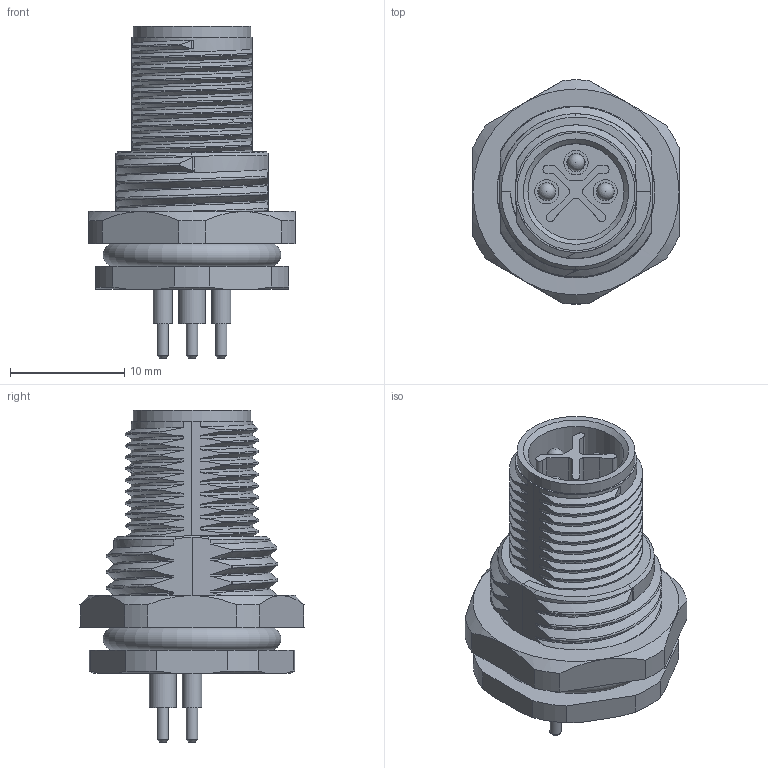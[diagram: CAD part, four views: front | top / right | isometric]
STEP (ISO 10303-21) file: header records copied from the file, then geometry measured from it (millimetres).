
FILE_DESCRIPTION(/* description */ (''),/* implementation_level */ '2;1');
FILE_NAME(/* name */ '3333_1.stp',/* time_stamp */ '2024-03-20T16:43:06+08:00',/* author */ (''),/* organization */ (''),/* preprocessor_version */ 'ST-DEVELOPER v18.1',/* originating_system */ 'SIEMENS PLM Software NX 1980',/* authorisation */ '');
FILE_SCHEMA (('AUTOMOTIVE_DESIGN { 1 0 10303 214 3 1 1 1 }'));
Length unit declared in the file: millimetre
Products named in the file (1): 3333
Bounding box: 18 x 19.57 x 29 mm (x, y, z)
Volume: 3040 mm3; surface area: 2797.9 mm2
Topology: 1 solids, 3 shells, 267 faces, 762 edges, 507 vertices
Faces by surface type: cylinder 97, plane 63, bspline 60, cone 32, torus 11, sphere 4
Full cylindrical faces by diameter (mm): 1 x3, 1.5 x3, 1.6 x3, 1.7 x2, 2.12 x3, 2.35 x1, 8.4 x1, 9.3 x1, 10.3 x1, 13 x2, 13.8 x1
Entity records: 20882 total; most frequent: CARTESIAN_POINT 15041, ORIENTED_EDGE 1394, DIRECTION 840, EDGE_CURVE 697, VERTEX_POINT 479, B_SPLINE_CURVE_WITH_KNOTS 388, EDGE_LOOP 326, AXIS2_PLACEMENT_3D 323
